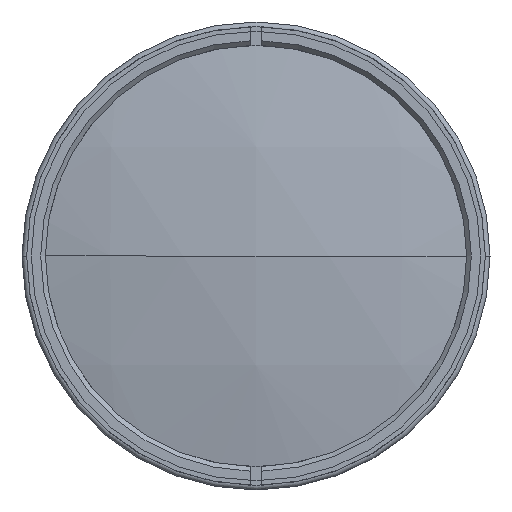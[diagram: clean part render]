
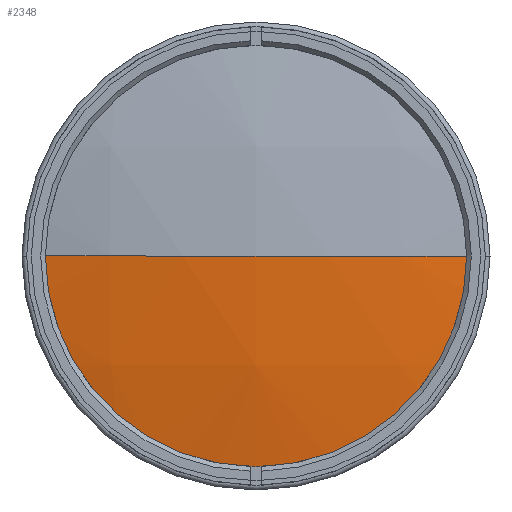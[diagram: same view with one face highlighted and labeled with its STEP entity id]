
A CAD part, left-side view. The second image highlights one B-rep face of the part: STEP entity #2348.
In plain terms, the highlighted spherical face has radius 224 mm.
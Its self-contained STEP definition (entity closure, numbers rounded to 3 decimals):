
#220 = AXIS2_PLACEMENT_3D ( 'NONE', #2862, #2836, #1596 ) ;
#272 = VERTEX_POINT ( 'NONE', #489 ) ;
#332 = VERTEX_POINT ( 'NONE', #1053 ) ;
#429 = AXIS2_PLACEMENT_3D ( 'NONE', #2938, #875, #2683 ) ;
#489 = CARTESIAN_POINT ( 'NONE',  ( -182.505, 46.5, 0. ) ) ;
#661 = DIRECTION ( 'NONE',  ( 0., 0., 1. ) ) ;
#875 = DIRECTION ( 'NONE',  ( 0., 0., -1. ) ) ;
#1053 = CARTESIAN_POINT ( 'NONE',  ( -187.385, 0., 0. ) ) ;
#1111 = CIRCLE ( 'NONE', #1941, 46.5 ) ;
#1390 = CIRCLE ( 'NONE', #220, 224. ) ;
#1439 = VERTEX_POINT ( 'NONE', #2105 ) ;
#1596 = DIRECTION ( 'NONE',  ( 0., -1., 0. ) ) ;
#1911 = SPHERICAL_SURFACE ( 'NONE', #429, 224. ) ;
#1941 = AXIS2_PLACEMENT_3D ( 'NONE', #2764, #3076, #661 ) ;
#2051 = EDGE_LOOP ( 'NONE', ( #2929, #2623, #2237 ) ) ;
#2105 = CARTESIAN_POINT ( 'NONE',  ( -182.505, -46.5, 0. ) ) ;
#2237 = ORIENTED_EDGE ( 'NONE', *, *, #3271, .F. ) ;
#2348 = ADVANCED_FACE ( 'NONE', ( #2361 ), #1911, .T. ) ;
#2361 = FACE_OUTER_BOUND ( 'NONE', #2051, .T. ) ;
#2414 = AXIS2_PLACEMENT_3D ( 'NONE', #3223, #3168, #2961 ) ;
#2623 = ORIENTED_EDGE ( 'NONE', *, *, #2682, .T. ) ;
#2682 = EDGE_CURVE ( 'NONE', #1439, #332, #2851, .T. ) ;
#2683 = DIRECTION ( 'NONE',  ( 0., 1., 0. ) ) ;
#2764 = CARTESIAN_POINT ( 'NONE',  ( -182.505, 0., 0. ) ) ;
#2836 = DIRECTION ( 'NONE',  ( 0., 0., 1. ) ) ;
#2851 = CIRCLE ( 'NONE', #2414, 224. ) ;
#2862 = CARTESIAN_POINT ( 'NONE',  ( 36.615, 0., 0. ) ) ;
#2929 = ORIENTED_EDGE ( 'NONE', *, *, #3128, .T. ) ;
#2938 = CARTESIAN_POINT ( 'NONE',  ( 36.615, 0., 0. ) ) ;
#2961 = DIRECTION ( 'NONE',  ( 0., 1., 0. ) ) ;
#3076 = DIRECTION ( 'NONE',  ( -1., 0., 0. ) ) ;
#3128 = EDGE_CURVE ( 'NONE', #272, #1439, #1111, .T. ) ;
#3168 = DIRECTION ( 'NONE',  ( 0., 0., -1. ) ) ;
#3223 = CARTESIAN_POINT ( 'NONE',  ( 36.615, 0., 0. ) ) ;
#3271 = EDGE_CURVE ( 'NONE', #272, #332, #1390, .T. ) ;
